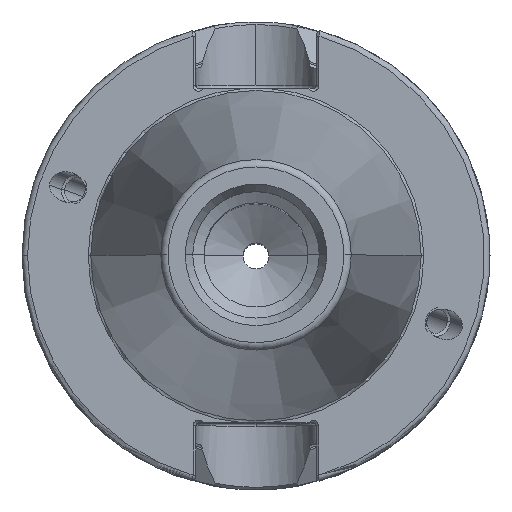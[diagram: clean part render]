
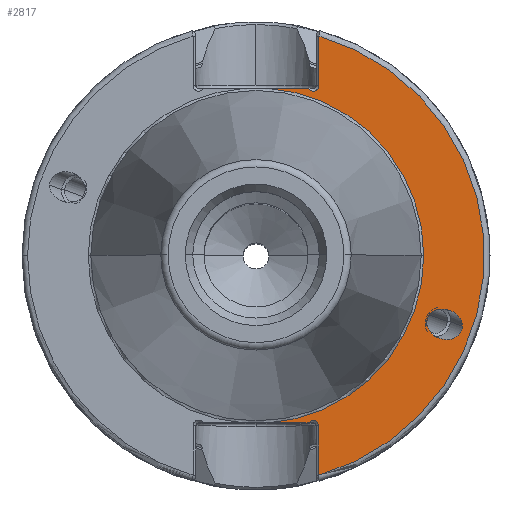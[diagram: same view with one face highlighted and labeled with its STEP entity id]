
A CAD part, top view. The second image highlights one B-rep face of the part: STEP entity #2817.
In plain terms, the highlighted planar face has unit normal (0, 0, 1).
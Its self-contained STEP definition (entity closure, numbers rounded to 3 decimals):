
#201 = CARTESIAN_POINT ( 'NONE',  ( 22.978, -8.971, -2. ) ) ;
#259 = CARTESIAN_POINT ( 'NONE',  ( 8.417, -29.55, -2. ) ) ;
#357 = EDGE_CURVE ( 'NONE', #4791, #7028, #3873, .T. ) ;
#359 = EDGE_CURVE ( 'NONE', #3827, #4791, #3605, .T. ) ;
#364 = EDGE_CURVE ( 'NONE', #2466, #3282, #2501, .T. ) ;
#551 = DIRECTION ( 'NONE',  ( -1., 0., 0. ) ) ;
#607 = DIRECTION ( 'NONE',  ( -1., 0., 0. ) ) ;
#620 = DIRECTION ( 'NONE',  ( 0., 0., -1. ) ) ;
#657 = LINE ( 'NONE', #2084, #7173 ) ;
#663 = CARTESIAN_POINT ( 'NONE',  ( 22.978, -8.971, -2. ) ) ;
#709 = DIRECTION ( 'NONE',  ( 0., 0., -1. ) ) ;
#715 = CARTESIAN_POINT ( 'NONE',  ( 0., 0., -2. ) ) ;
#800 = EDGE_CURVE ( 'NONE', #4874, #4338, #4967, .T. ) ;
#841 = CARTESIAN_POINT ( 'NONE',  ( 22.978, -13.051, -2. ) ) ;
#856 = CARTESIAN_POINT ( 'NONE',  ( 27.766, -9.498, -2. ) ) ;
#1218 = CARTESIAN_POINT ( 'NONE',  ( 27.766, -13.577, -2. ) ) ;
#1264 = CARTESIAN_POINT ( 'NONE',  ( 0., 0., -2. ) ) ;
#1279 = AXIS2_PLACEMENT_3D ( 'NONE', #1264, #620, #551 ) ;
#1459 = CARTESIAN_POINT ( 'NONE',  ( 1.684, -22.5, -2. ) ) ;
#1507 = PLANE ( 'NONE',  #5652 ) ;
#1583 = VERTEX_POINT ( 'NONE', #6471 ) ;
#1724 = VECTOR ( 'NONE', #3517, 1000. ) ;
#1751 = EDGE_CURVE ( 'NONE', #3827, #2136, #657, .T. ) ;
#1758 = AXIS2_PLACEMENT_3D ( 'NONE', #715, #709, #607 ) ;
#1769 = EDGE_CURVE ( 'NONE', #4338, #4874, #4000, .T. ) ;
#1861 = EDGE_LOOP ( 'NONE', ( #5250, #5137, #4881, #2883, #3929, #4675, #4582, #4057, #4354 ) ) ;
#2084 = CARTESIAN_POINT ( 'NONE',  ( 0., -22.5, -2. ) ) ;
#2103 = DIRECTION ( 'NONE',  ( -1., 0., 0. ) ) ;
#2136 = VERTEX_POINT ( 'NONE', #1459 ) ;
#2164 = CARTESIAN_POINT ( 'NONE',  ( 22.978, -4.892, -2. ) ) ;
#2302 = CARTESIAN_POINT ( 'NONE',  ( 22.978, -8.971, -2. ) ) ;
#2308 = DIRECTION ( 'NONE',  ( 0., 0., -1. ) ) ;
#2311 = DIRECTION ( 'NONE',  ( -1., 0., 0. ) ) ;
#2344 = VERTEX_POINT ( 'NONE', #3685 ) ;
#2346 = CARTESIAN_POINT ( 'NONE',  ( 0., 31.475, -2. ) ) ;
#2352 = CARTESIAN_POINT ( 'NONE',  ( 27.766, -5.419, -2. ) ) ;
#2396 = CARTESIAN_POINT ( 'NONE',  ( 27.766, -9.498, -2. ) ) ;
#2466 = VERTEX_POINT ( 'NONE', #5060 ) ;
#2501 = CIRCLE ( 'NONE', #4989, 0.75 ) ;
#2560 = VECTOR ( 'NONE', #4995, 1000. ) ;
#2817 = ADVANCED_FACE ( 'NONE', ( #4181, #4219 ), #1507, .F. ) ;
#2883 = ORIENTED_EDGE ( 'NONE', *, *, #3811, .T. ) ;
#3161 = LINE ( 'NONE', #5511, #5483 ) ;
#3169 = AXIS2_PLACEMENT_3D ( 'NONE', #7192, #7161, #7133 ) ;
#3243 = DIRECTION ( 'NONE',  ( -1., 0., 0. ) ) ;
#3250 = DIRECTION ( 'NONE',  ( 0., 0., -1. ) ) ;
#3275 = CARTESIAN_POINT ( 'NONE',  ( 7.72, 22.875, -2. ) ) ;
#3282 = VERTEX_POINT ( 'NONE', #7122 ) ;
#3331 = EDGE_CURVE ( 'NONE', #1583, #2466, #3161, .T. ) ;
#3379 = DIRECTION ( 'NONE',  ( -1., 0., 0. ) ) ;
#3409 = DIRECTION ( 'NONE',  ( 0., 0., -1. ) ) ;
#3410 = CARTESIAN_POINT ( 'NONE',  ( 7.72, -22.875, -2. ) ) ;
#3517 = DIRECTION ( 'NONE',  ( 0., -1., 0. ) ) ;
#3569 = CARTESIAN_POINT ( 'NONE',  ( 8.417, 31.475, -2. ) ) ;
#3605 = CIRCLE ( 'NONE', #5010, 0.697 ) ;
#3685 = CARTESIAN_POINT ( 'NONE',  ( 22.563, 0., -2. ) ) ;
#3704 = CARTESIAN_POINT ( 'NONE',  ( 8.417, -22.875, -2. ) ) ;
#3811 = EDGE_CURVE ( 'NONE', #7028, #1583, #6096, .T. ) ;
#3827 = VERTEX_POINT ( 'NONE', #6759 ) ;
#3873 = LINE ( 'NONE', #3569, #1724 ) ;
#3917 = EDGE_CURVE ( 'NONE', #4363, #3282, #6370, .T. ) ;
#3929 = ORIENTED_EDGE ( 'NONE', *, *, #3331, .T. ) ;
#4000 =( BOUNDED_CURVE ( )  B_SPLINE_CURVE ( 3, ( #2302, #2164, #2352, #2396 ),
 .UNSPECIFIED., .F., .F. ) 
 B_SPLINE_CURVE_WITH_KNOTS ( ( 4, 4 ),
 ( 2.852, 5.993 ),
 .UNSPECIFIED. ) 
 CURVE ( )  GEOMETRIC_REPRESENTATION_ITEM ( )  RATIONAL_B_SPLINE_CURVE ( ( 1., 0.333, 0.333, 1. ) ) 
 REPRESENTATION_ITEM ( '' )  );
#4057 = ORIENTED_EDGE ( 'NONE', *, *, #6976, .T. ) ;
#4181 = FACE_BOUND ( 'NONE', #7434, .T. ) ;
#4219 = FACE_OUTER_BOUND ( 'NONE', #1861, .T. ) ;
#4338 = VERTEX_POINT ( 'NONE', #201 ) ;
#4354 = ORIENTED_EDGE ( 'NONE', *, *, #7385, .T. ) ;
#4363 = VERTEX_POINT ( 'NONE', #5837 ) ;
#4582 = ORIENTED_EDGE ( 'NONE', *, *, #3917, .F. ) ;
#4675 = ORIENTED_EDGE ( 'NONE', *, *, #364, .T. ) ;
#4791 = VERTEX_POINT ( 'NONE', #3704 ) ;
#4874 = VERTEX_POINT ( 'NONE', #6484 ) ;
#4881 = ORIENTED_EDGE ( 'NONE', *, *, #357, .T. ) ;
#4920 = CIRCLE ( 'NONE', #1758, 22.563 ) ;
#4967 =( BOUNDED_CURVE ( )  B_SPLINE_CURVE ( 3, ( #856, #1218, #841, #663 ),
 .UNSPECIFIED., .F., .F. ) 
 B_SPLINE_CURVE_WITH_KNOTS ( ( 4, 4 ),
 ( 5.993, 9.135 ),
 .UNSPECIFIED. ) 
 CURVE ( )  GEOMETRIC_REPRESENTATION_ITEM ( )  RATIONAL_B_SPLINE_CURVE ( ( 1., 0.333, 0.333, 1. ) ) 
 REPRESENTATION_ITEM ( '' )  );
#4989 = AXIS2_PLACEMENT_3D ( 'NONE', #3275, #3250, #3243 ) ;
#4995 = DIRECTION ( 'NONE',  ( 1., 0., 0. ) ) ;
#5010 = AXIS2_PLACEMENT_3D ( 'NONE', #3410, #3409, #3379 ) ;
#5017 = CARTESIAN_POINT ( 'NONE',  ( 0., 22.5, -2. ) ) ;
#5060 = CARTESIAN_POINT ( 'NONE',  ( 8.47, 22.875, -2. ) ) ;
#5137 = ORIENTED_EDGE ( 'NONE', *, *, #359, .T. ) ;
#5250 = ORIENTED_EDGE ( 'NONE', *, *, #1751, .F. ) ;
#5415 = ORIENTED_EDGE ( 'NONE', *, *, #1769, .T. ) ;
#5483 = VECTOR ( 'NONE', #5627, 1000. ) ;
#5511 = CARTESIAN_POINT ( 'NONE',  ( 8.47, 22.875, -2. ) ) ;
#5627 = DIRECTION ( 'NONE',  ( 0., -1., 0. ) ) ;
#5652 = AXIS2_PLACEMENT_3D ( 'NONE', #2346, #2308, #2311 ) ;
#5837 = CARTESIAN_POINT ( 'NONE',  ( 1.684, 22.5, -2. ) ) ;
#5997 = ORIENTED_EDGE ( 'NONE', *, *, #800, .T. ) ;
#6096 = CIRCLE ( 'NONE', #3169, 30.725 ) ;
#6370 = LINE ( 'NONE', #5017, #2560 ) ;
#6471 = CARTESIAN_POINT ( 'NONE',  ( 8.47, 29.534, -2. ) ) ;
#6484 = CARTESIAN_POINT ( 'NONE',  ( 27.766, -9.498, -2. ) ) ;
#6759 = CARTESIAN_POINT ( 'NONE',  ( 7.133, -22.5, -2. ) ) ;
#6828 = CIRCLE ( 'NONE', #1279, 22.563 ) ;
#6976 = EDGE_CURVE ( 'NONE', #4363, #2344, #4920, .T. ) ;
#7028 = VERTEX_POINT ( 'NONE', #259 ) ;
#7122 = CARTESIAN_POINT ( 'NONE',  ( 7.07, 22.5, -2. ) ) ;
#7133 = DIRECTION ( 'NONE',  ( -1., 0., 0. ) ) ;
#7161 = DIRECTION ( 'NONE',  ( 0., 0., 1. ) ) ;
#7173 = VECTOR ( 'NONE', #2103, 1000. ) ;
#7192 = CARTESIAN_POINT ( 'NONE',  ( 0., 0., -2. ) ) ;
#7385 = EDGE_CURVE ( 'NONE', #2344, #2136, #6828, .T. ) ;
#7434 = EDGE_LOOP ( 'NONE', ( #5997, #5415 ) ) ;
